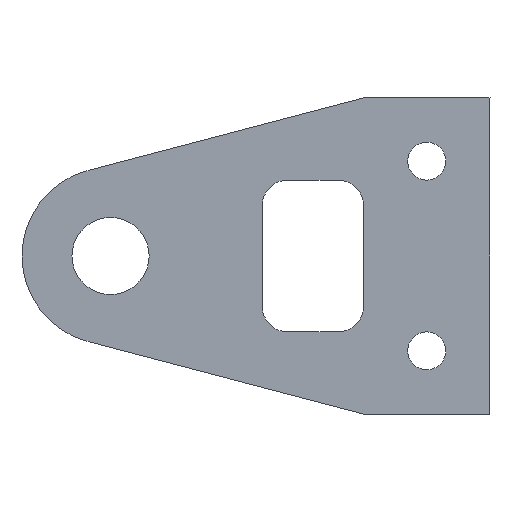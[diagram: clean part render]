
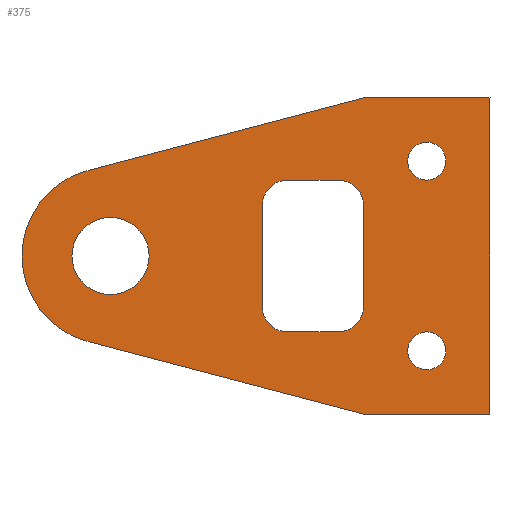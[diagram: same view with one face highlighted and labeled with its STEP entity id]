
A CAD part, left-side view. The second image highlights one B-rep face of the part: STEP entity #375.
In plain terms, the highlighted face is planar.
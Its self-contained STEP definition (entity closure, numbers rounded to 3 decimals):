
#19=FACE_BOUND('',#68,.T.);
#20=FACE_BOUND('',#69,.T.);
#21=FACE_BOUND('',#70,.T.);
#22=FACE_BOUND('',#71,.T.);
#32=PLANE('',#419);
#48=FACE_OUTER_BOUND('',#67,.T.);
#67=EDGE_LOOP('',(#295,#296,#297,#298,#299,#300));
#68=EDGE_LOOP('',(#301));
#69=EDGE_LOOP('',(#302,#303,#304,#305,#306,#307,#308,#309));
#70=EDGE_LOOP('',(#310));
#71=EDGE_LOOP('',(#311));
#86=LINE('',#559,#121);
#90=LINE('',#571,#125);
#93=LINE('',#578,#128);
#97=LINE('',#586,#132);
#100=LINE('',#592,#135);
#106=LINE('',#616,#141);
#107=LINE('',#619,#142);
#108=LINE('',#621,#143);
#109=LINE('',#625,#144);
#121=VECTOR('',#449,10.);
#125=VECTOR('',#461,10.);
#128=VECTOR('',#466,10.);
#132=VECTOR('',#472,10.);
#135=VECTOR('',#477,10.);
#141=VECTOR('',#503,10.);
#142=VECTOR('',#506,10.);
#143=VECTOR('',#507,10.);
#144=VECTOR('',#510,10.);
#154=CIRCLE('',#400,2.);
#156=CIRCLE('',#404,2.);
#158=CIRCLE('',#411,1.5);
#160=CIRCLE('',#414,1.5);
#162=CIRCLE('',#417,3.05);
#164=CIRCLE('',#420,7.);
#165=CIRCLE('',#421,2.);
#166=CIRCLE('',#422,2.);
#170=VERTEX_POINT('',#549);
#171=VERTEX_POINT('',#550);
#174=VERTEX_POINT('',#558);
#176=VERTEX_POINT('',#564);
#178=VERTEX_POINT('',#570);
#180=VERTEX_POINT('',#576);
#181=VERTEX_POINT('',#577);
#184=VERTEX_POINT('',#585);
#186=VERTEX_POINT('',#591);
#188=VERTEX_POINT('',#597);
#190=VERTEX_POINT('',#603);
#192=VERTEX_POINT('',#609);
#194=VERTEX_POINT('',#615);
#195=VERTEX_POINT('',#617);
#196=VERTEX_POINT('',#620);
#197=VERTEX_POINT('',#622);
#198=VERTEX_POINT('',#624);
#204=EDGE_CURVE('',#170,#171,#154,.T.);
#208=EDGE_CURVE('',#171,#174,#86,.T.);
#211=EDGE_CURVE('',#174,#176,#156,.T.);
#214=EDGE_CURVE('',#176,#178,#90,.T.);
#217=EDGE_CURVE('',#180,#181,#93,.T.);
#221=EDGE_CURVE('',#181,#184,#97,.T.);
#224=EDGE_CURVE('',#184,#186,#100,.T.);
#227=EDGE_CURVE('',#188,#188,#158,.T.);
#230=EDGE_CURVE('',#190,#190,#160,.T.);
#233=EDGE_CURVE('',#192,#192,#162,.T.);
#236=EDGE_CURVE('',#194,#180,#106,.T.);
#237=EDGE_CURVE('',#195,#194,#164,.T.);
#238=EDGE_CURVE('',#186,#195,#107,.T.);
#239=EDGE_CURVE('',#196,#170,#108,.T.);
#240=EDGE_CURVE('',#197,#196,#165,.T.);
#241=EDGE_CURVE('',#198,#197,#109,.T.);
#242=EDGE_CURVE('',#178,#198,#166,.T.);
#295=ORIENTED_EDGE('',*,*,#224,.F.);
#296=ORIENTED_EDGE('',*,*,#221,.F.);
#297=ORIENTED_EDGE('',*,*,#217,.F.);
#298=ORIENTED_EDGE('',*,*,#236,.F.);
#299=ORIENTED_EDGE('',*,*,#237,.F.);
#300=ORIENTED_EDGE('',*,*,#238,.F.);
#301=ORIENTED_EDGE('',*,*,#227,.F.);
#302=ORIENTED_EDGE('',*,*,#214,.F.);
#303=ORIENTED_EDGE('',*,*,#211,.F.);
#304=ORIENTED_EDGE('',*,*,#208,.F.);
#305=ORIENTED_EDGE('',*,*,#204,.F.);
#306=ORIENTED_EDGE('',*,*,#239,.F.);
#307=ORIENTED_EDGE('',*,*,#240,.F.);
#308=ORIENTED_EDGE('',*,*,#241,.F.);
#309=ORIENTED_EDGE('',*,*,#242,.F.);
#310=ORIENTED_EDGE('',*,*,#230,.F.);
#311=ORIENTED_EDGE('',*,*,#233,.T.);
#375=ADVANCED_FACE('',(#48,#19,#20,#21,#22),#32,.F.);
#400=AXIS2_PLACEMENT_3D('',#551,#441,#442);
#404=AXIS2_PLACEMENT_3D('',#565,#454,#455);
#411=AXIS2_PLACEMENT_3D('',#598,#482,#483);
#414=AXIS2_PLACEMENT_3D('',#604,#489,#490);
#417=AXIS2_PLACEMENT_3D('',#610,#496,#497);
#419=AXIS2_PLACEMENT_3D('',#614,#501,#502);
#420=AXIS2_PLACEMENT_3D('',#618,#504,#505);
#421=AXIS2_PLACEMENT_3D('',#623,#508,#509);
#422=AXIS2_PLACEMENT_3D('',#626,#511,#512);
#441=DIRECTION('center_axis',(0.,0.,-1.));
#442=DIRECTION('ref_axis',(0.707,-0.707,0.));
#449=DIRECTION('',(-1.,0.,0.));
#454=DIRECTION('center_axis',(0.,0.,-1.));
#455=DIRECTION('ref_axis',(-0.707,-0.707,0.));
#461=DIRECTION('',(0.,1.,0.));
#466=DIRECTION('',(0.,-1.,0.));
#472=DIRECTION('',(1.,0.,0.));
#477=DIRECTION('',(0.,1.,0.));
#482=DIRECTION('center_axis',(0.,0.,
-1.));
#483=DIRECTION('ref_axis',(1.,0.,0.));
#489=DIRECTION('center_axis',(0.,0.,
-1.));
#490=DIRECTION('ref_axis',(1.,0.,0.));
#496=DIRECTION('center_axis',(0.,0.,
1.));
#497=DIRECTION('ref_axis',(1.,0.,0.));
#501=DIRECTION('center_axis',(0.,0.,
1.));
#502=DIRECTION('ref_axis',(1.,0.,0.));
#503=DIRECTION('',(-0.254,-0.967,0.));
#504=DIRECTION('center_axis',(0.,0.,1.));
#505=DIRECTION('ref_axis',(1.,0.,0.));
#506=DIRECTION('',(-0.254,0.967,0.));
#507=DIRECTION('',(0.,-1.,0.));
#508=DIRECTION('center_axis',(0.,0.,-1.));
#509=DIRECTION('ref_axis',(0.707,0.707,0.));
#510=DIRECTION('',(1.,0.,0.));
#511=DIRECTION('center_axis',(0.,0.,-1.));
#512=DIRECTION('ref_axis',(-0.707,0.707,0.));
#549=CARTESIAN_POINT('',(-19.,-68.,-1.5));
#550=CARTESIAN_POINT('',(-21.,-70.,-1.5));
#551=CARTESIAN_POINT('Origin',(-21.,-68.,-1.5));
#558=CARTESIAN_POINT('',(-29.,-70.,-1.5));
#559=CARTESIAN_POINT('',(-22.,-70.,-1.5));
#564=CARTESIAN_POINT('',(-31.,-68.,-1.5));
#565=CARTESIAN_POINT('Origin',(-29.,-68.,-1.5));
#570=CARTESIAN_POINT('',(-31.,-64.,-1.5));
#571=CARTESIAN_POINT('',(-31.,-65.75,-1.5));
#576=CARTESIAN_POINT('',(-37.5,-70.,-1.5));
#577=CARTESIAN_POINT('',(-37.5,-80.,-1.5));
#578=CARTESIAN_POINT('',(-37.5,-65.75,-1.5));
#585=CARTESIAN_POINT('',(-12.5,-80.,-1.5));
#586=CARTESIAN_POINT('',(-31.25,-80.,-1.5));
#591=CARTESIAN_POINT('',(-12.5,-70.,-1.5));
#592=CARTESIAN_POINT('',(-12.5,-70.75,-1.5));
#597=CARTESIAN_POINT('',(-19.,-75.,-1.5));
#598=CARTESIAN_POINT('Origin',(-17.5,-75.,-1.5));
#603=CARTESIAN_POINT('',(-34.,-75.,-1.5));
#604=CARTESIAN_POINT('Origin',(-32.5,-75.,-1.5));
#609=CARTESIAN_POINT('',(-28.05,-50.,-1.5));
#610=CARTESIAN_POINT('Origin',(-25.,-50.,-1.5));
#614=CARTESIAN_POINT('Origin',(-25.,-50.,-1.5));
#615=CARTESIAN_POINT('',(-31.77,-48.219,-1.5));
#616=CARTESIAN_POINT('',(-33.184,-53.597,-1.5));
#617=CARTESIAN_POINT('',(-18.23,-48.219,-1.5));
#618=CARTESIAN_POINT('Origin',(-25.,-50.,-1.5));
#619=CARTESIAN_POINT('',(-13.95,-64.487,-1.5));
#620=CARTESIAN_POINT('',(-19.,-64.,-1.5));
#621=CARTESIAN_POINT('',(-19.,-61.75,-1.5));
#622=CARTESIAN_POINT('',(-21.,-62.,-1.5));
#623=CARTESIAN_POINT('Origin',(-21.,-64.,-1.5));
#624=CARTESIAN_POINT('',(-29.,-62.,-1.5));
#625=CARTESIAN_POINT('',(-28.,-62.,-1.5));
#626=CARTESIAN_POINT('Origin',(-29.,-64.,-1.5));
